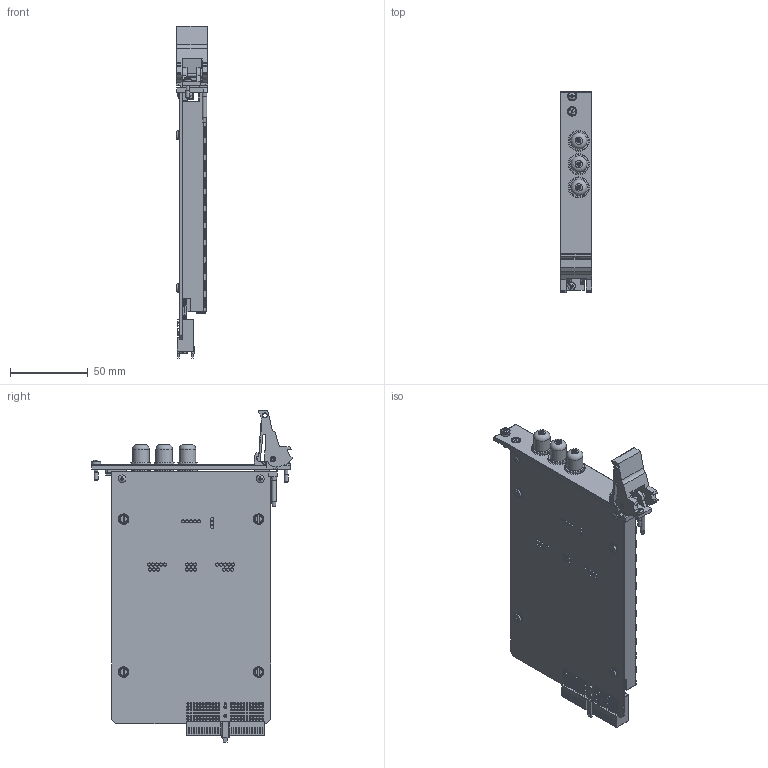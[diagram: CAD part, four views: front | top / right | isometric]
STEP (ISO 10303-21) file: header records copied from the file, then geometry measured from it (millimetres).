
FILE_DESCRIPTION (( 'STEP AP214' ), '1' );
FILE_NAME ('40-855-012 PXI Optical 1x2 MEMS FC APC Module.STEP', '2013-09-11T15:19:45', ( 'admin' ), ( '' ), 'SwSTEP 2.0', 'SolidWorks 2012', '' );
FILE_SCHEMA (( 'AUTOMOTIVE_DESIGN' ));
Length unit declared in the file: millimetre
Products named in the file (1): 40-855-012 PXI Optical 1x2 MEMS FC APC Module
Bounding box: 20 x 129.67 x 213.99 mm (x, y, z)
Surface area: 107278.7 mm2 (no closed solid volume)
Topology: 0 solids, 314 shells, 2243 faces, 8947 edges, 6732 vertices
Faces by surface type: plane 1591, cylinder 511, bspline 70, torus 34, cone 32, sphere 5
Full cylindrical faces by diameter (mm): 0.6 x110, 1.245 x125, 1.496 x1, 2 x5, 2.032 x30, 2.05 x1, 2.5 x3, 2.6 x1, 2.7 x1, 2.8 x1, 3 x3, 4.7 x5, 5 x4, 5.3 x1, 6 x1, 6.1 x1, 6.8 x4, 10.619 x3, 12.55 x3, 12.8 x3, 13.5 x2
Entity records: 135421 total; most frequent: CARTESIAN_POINT 40682, DIRECTION 13531, ORIENTED_EDGE 11870, EDGE_CURVE 8462, VERTEX_POINT 6606, VECTOR 6121, LINE 6121, AXIS2_PLACEMENT_3D 3705
